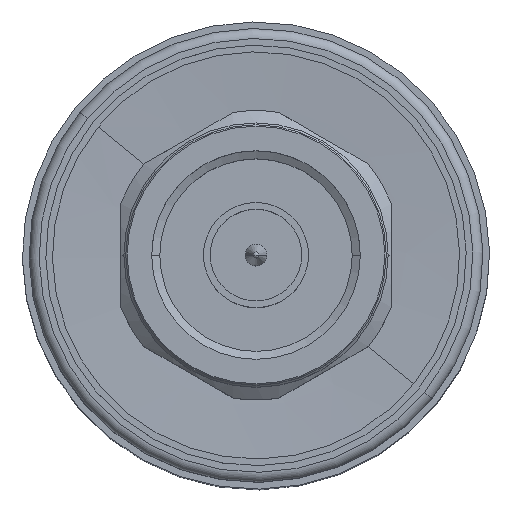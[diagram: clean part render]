
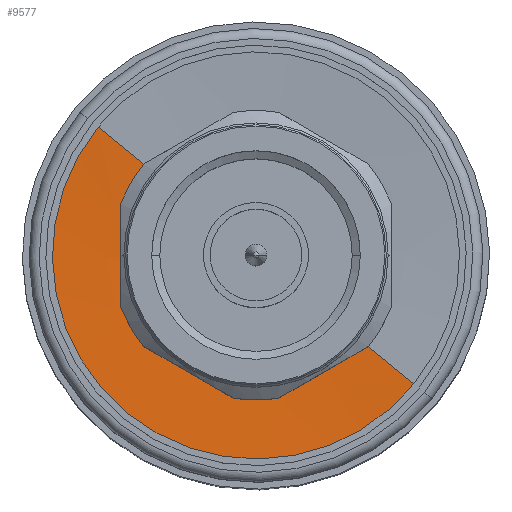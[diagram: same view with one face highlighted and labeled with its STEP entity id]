
A CAD part, top view. The second image highlights one B-rep face of the part: STEP entity #9577.
In plain terms, the highlighted conical face has half-angle 87 degrees and reference radius 15.494 mm.
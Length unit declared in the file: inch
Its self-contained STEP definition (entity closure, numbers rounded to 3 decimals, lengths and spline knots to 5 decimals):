
#140 = DIRECTION ( 'NONE',  ( -0.052, 0., 0.999 ) ) ;
#175 = VECTOR ( 'NONE', #8036, 39.37008 ) ;
#281 = CONICAL_SURFACE ( 'NONE', #6646, 0.61, 1.518 ) ;
#559 = AXIS2_PLACEMENT_3D ( 'NONE', #9635, #5070, #5124 ) ;
#565 = FACE_OUTER_BOUND ( 'NONE', #3497, .T. ) ;
#862 = ORIENTED_EDGE ( 'NONE', *, *, #2770, .T. ) ;
#923 = EDGE_CURVE ( 'NONE', #9879, #3570, #6544, .T. ) ;
#1019 = CARTESIAN_POINT ( 'NONE',  ( -1.56, 0., -0.61 ) ) ;
#1261 = CARTESIAN_POINT ( 'NONE',  ( -1.54323, 0., 0.29 ) ) ;
#1626 = CARTESIAN_POINT ( 'NONE',  ( -1.56, 0., -0.61 ) ) ;
#2770 = EDGE_CURVE ( 'NONE', #3570, #8239, #5625, .T. ) ;
#2976 = CARTESIAN_POINT ( 'NONE',  ( -1.56, 0., 0. ) ) ;
#3497 = EDGE_LOOP ( 'NONE', ( #6287, #4342, #862, #6458 ) ) ;
#3570 = VERTEX_POINT ( 'NONE', #1626 ) ;
#4040 = CARTESIAN_POINT ( 'NONE',  ( -1.56, 0., 0.61 ) ) ;
#4342 = ORIENTED_EDGE ( 'NONE', *, *, #923, .T. ) ;
#5070 = DIRECTION ( 'NONE',  ( -1., 0., 0. ) ) ;
#5124 = DIRECTION ( 'NONE',  ( 0., 0., 1. ) ) ;
#5512 = VERTEX_POINT ( 'NONE', #1261 ) ;
#5625 = CIRCLE ( 'NONE', #6759, 0.61 ) ;
#5690 = LINE ( 'NONE', #4040, #8783 ) ;
#6287 = ORIENTED_EDGE ( 'NONE', *, *, #7186, .F. ) ;
#6458 = ORIENTED_EDGE ( 'NONE', *, *, #10098, .F. ) ;
#6544 = LINE ( 'NONE', #1019, #175 ) ;
#6646 = AXIS2_PLACEMENT_3D ( 'NONE', #2976, #7691, #9997 ) ;
#6759 = AXIS2_PLACEMENT_3D ( 'NONE', #9918, #7550, #9714 ) ;
#7186 = EDGE_CURVE ( 'NONE', #9879, #5512, #7600, .T. ) ;
#7550 = DIRECTION ( 'NONE',  ( -1., 0., 0. ) ) ;
#7600 = CIRCLE ( 'NONE', #559, 0.29 ) ;
#7691 = DIRECTION ( 'NONE',  ( -1., 0., 0. ) ) ;
#7793 = CARTESIAN_POINT ( 'NONE',  ( -1.56, 0., 0.61 ) ) ;
#8036 = DIRECTION ( 'NONE',  ( -0.052, 0., -0.999 ) ) ;
#8239 = VERTEX_POINT ( 'NONE', #7793 ) ;
#8783 = VECTOR ( 'NONE', #140, 39.37008 ) ;
#9577 = ADVANCED_FACE ( 'NONE', ( #565 ), #281, .F. ) ;
#9635 = CARTESIAN_POINT ( 'NONE',  ( -1.54323, 0., 0. ) ) ;
#9714 = DIRECTION ( 'NONE',  ( 0., 0., 1. ) ) ;
#9879 = VERTEX_POINT ( 'NONE', #9940 ) ;
#9918 = CARTESIAN_POINT ( 'NONE',  ( -1.56, 0., 0. ) ) ;
#9940 = CARTESIAN_POINT ( 'NONE',  ( -1.54323, 0., -0.29 ) ) ;
#9997 = DIRECTION ( 'NONE',  ( 0., 0., 1. ) ) ;
#10098 = EDGE_CURVE ( 'NONE', #5512, #8239, #5690, .T. ) ;
